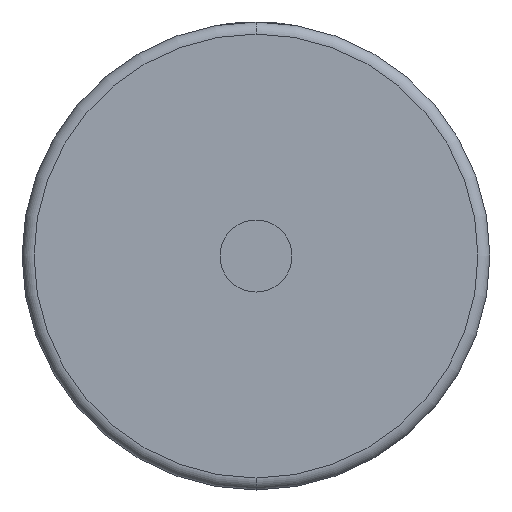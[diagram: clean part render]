
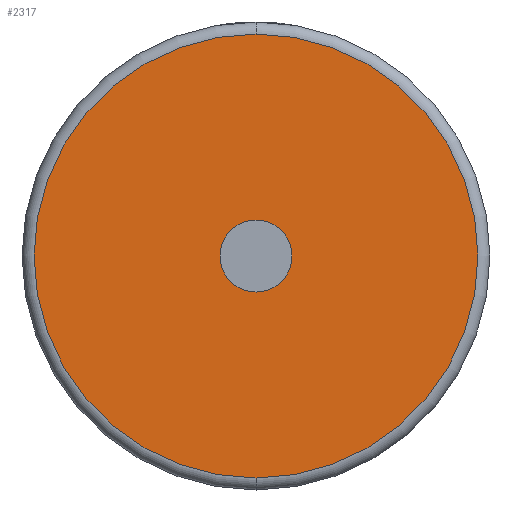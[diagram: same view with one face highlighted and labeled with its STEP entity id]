
A CAD part, front view. The second image highlights one B-rep face of the part: STEP entity #2317.
In plain terms, the highlighted planar face has unit normal (0, -1, 0).
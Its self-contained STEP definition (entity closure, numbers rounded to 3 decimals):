
#41 = EDGE_CURVE ( 'NONE', #917, #937, #3167, .T. ) ;
#88 = DIRECTION ( 'NONE',  ( 0., 0., 1. ) ) ;
#214 = VERTEX_POINT ( 'NONE', #1277 ) ;
#248 = DIRECTION ( 'NONE',  ( 0., 1., 0. ) ) ;
#452 = EDGE_CURVE ( 'NONE', #2885, #214, #3128, .T. ) ;
#455 = DIRECTION ( 'NONE',  ( 0., -1., 0. ) ) ;
#524 = PLANE ( 'NONE',  #3124 ) ;
#585 = DIRECTION ( 'NONE',  ( 0., 0., 1. ) ) ;
#665 = AXIS2_PLACEMENT_3D ( 'NONE', #3228, #945, #1536 ) ;
#719 = DIRECTION ( 'NONE',  ( 0., -1., 0. ) ) ;
#748 = CARTESIAN_POINT ( 'NONE',  ( 0., 0., 0. ) ) ;
#835 = CIRCLE ( 'NONE', #1746, 37. ) ;
#871 = EDGE_LOOP ( 'NONE', ( #3445, #1519 ) ) ;
#917 = VERTEX_POINT ( 'NONE', #2157 ) ;
#937 = VERTEX_POINT ( 'NONE', #3058 ) ;
#945 = DIRECTION ( 'NONE',  ( 0., -1., 0. ) ) ;
#1186 = ORIENTED_EDGE ( 'NONE', *, *, #1369, .F. ) ;
#1277 = CARTESIAN_POINT ( 'NONE',  ( 0., 0., -6. ) ) ;
#1369 = EDGE_CURVE ( 'NONE', #214, #2885, #2963, .T. ) ;
#1519 = ORIENTED_EDGE ( 'NONE', *, *, #3444, .T. ) ;
#1536 = DIRECTION ( 'NONE',  ( 0., 0., 1. ) ) ;
#1626 = CARTESIAN_POINT ( 'NONE',  ( 0., 0., 0. ) ) ;
#1728 = FACE_BOUND ( 'NONE', #3508, .T. ) ;
#1746 = AXIS2_PLACEMENT_3D ( 'NONE', #748, #455, #3680 ) ;
#1764 = ORIENTED_EDGE ( 'NONE', *, *, #452, .F. ) ;
#1791 = CARTESIAN_POINT ( 'NONE',  ( 0., 0., 0. ) ) ;
#1947 = FACE_OUTER_BOUND ( 'NONE', #871, .T. ) ;
#2048 = AXIS2_PLACEMENT_3D ( 'NONE', #2111, #719, #2165 ) ;
#2111 = CARTESIAN_POINT ( 'NONE',  ( 0., 0., 0. ) ) ;
#2157 = CARTESIAN_POINT ( 'NONE',  ( 0., 0., 37. ) ) ;
#2165 = DIRECTION ( 'NONE',  ( 0., 0., 1. ) ) ;
#2317 = ADVANCED_FACE ( 'NONE', ( #1947, #1728 ), #524, .F. ) ;
#2672 = DIRECTION ( 'NONE',  ( 0., -1., 0. ) ) ;
#2885 = VERTEX_POINT ( 'NONE', #3189 ) ;
#2889 = AXIS2_PLACEMENT_3D ( 'NONE', #1791, #2672, #88 ) ;
#2963 = CIRCLE ( 'NONE', #2048, 6. ) ;
#3058 = CARTESIAN_POINT ( 'NONE',  ( 0., 0., -37. ) ) ;
#3124 = AXIS2_PLACEMENT_3D ( 'NONE', #1626, #248, #585 ) ;
#3128 = CIRCLE ( 'NONE', #665, 6. ) ;
#3167 = CIRCLE ( 'NONE', #2889, 37. ) ;
#3189 = CARTESIAN_POINT ( 'NONE',  ( 0., 0., 6. ) ) ;
#3228 = CARTESIAN_POINT ( 'NONE',  ( 0., 0., 0. ) ) ;
#3444 = EDGE_CURVE ( 'NONE', #937, #917, #835, .T. ) ;
#3445 = ORIENTED_EDGE ( 'NONE', *, *, #41, .T. ) ;
#3508 = EDGE_LOOP ( 'NONE', ( #1764, #1186 ) ) ;
#3680 = DIRECTION ( 'NONE',  ( 0., 0., 1. ) ) ;
